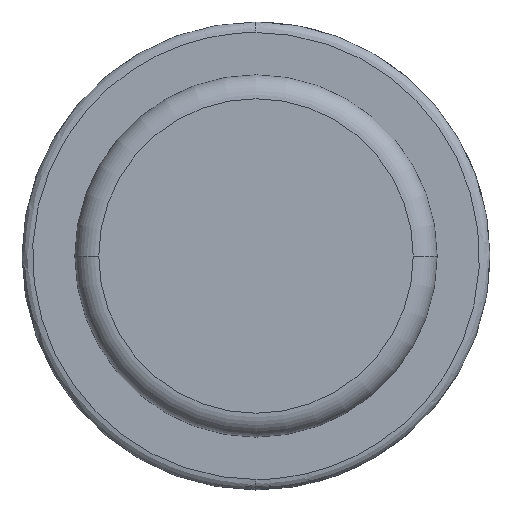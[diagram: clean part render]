
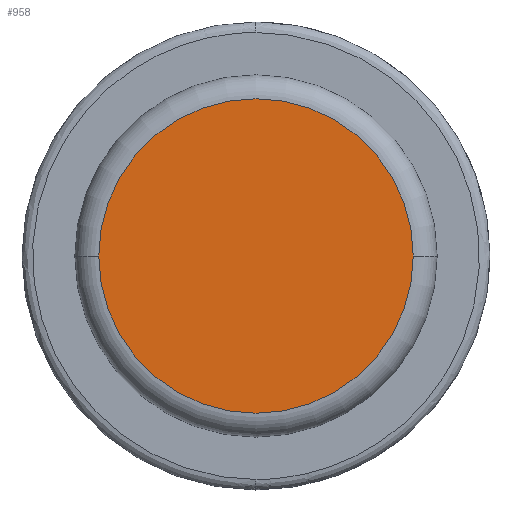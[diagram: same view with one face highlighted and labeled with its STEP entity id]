
A CAD part, front view. The second image highlights one B-rep face of the part: STEP entity #958.
In plain terms, the highlighted planar face has unit normal (0, -1, 0).
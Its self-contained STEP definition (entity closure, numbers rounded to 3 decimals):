
#28 = AXIS2_PLACEMENT_3D ( 'NONE', #730, #728, #727 ) ;
#43 = PLANE ( 'NONE',  #1362 ) ;
#44 = CARTESIAN_POINT ( 'NONE',  ( 10.416, 0., 0. ) ) ;
#159 = CIRCLE ( 'NONE', #28, 10.416 ) ;
#192 = FACE_OUTER_BOUND ( 'NONE', #1309, .T. ) ;
#236 = VERTEX_POINT ( 'NONE', #1231 ) ;
#275 = VERTEX_POINT ( 'NONE', #1226 ) ;
#334 = ORIENTED_EDGE ( 'NONE', *, *, #492, .F. ) ;
#421 = EDGE_CURVE ( 'NONE', #275, #236, #477, .T. ) ;
#477 = CIRCLE ( 'NONE', #1140, 10.416 ) ;
#492 = EDGE_CURVE ( 'NONE', #236, #275, #159, .T. ) ;
#552 = DIRECTION ( 'NONE',  ( -1., 0., 0. ) ) ;
#727 = DIRECTION ( 'NONE',  ( 1., 0., 0. ) ) ;
#728 = DIRECTION ( 'NONE',  ( 0., 1., 0. ) ) ;
#730 = CARTESIAN_POINT ( 'NONE',  ( 0., 0., 0. ) ) ;
#810 = DIRECTION ( 'NONE',  ( 1., 0., 0. ) ) ;
#813 = DIRECTION ( 'NONE',  ( 0., 1., 0. ) ) ;
#815 = CARTESIAN_POINT ( 'NONE',  ( 0., 0., 0. ) ) ;
#958 = ADVANCED_FACE ( 'NONE', ( #192 ), #43, .F. ) ;
#1003 = DIRECTION ( 'NONE',  ( 0., 1., 0. ) ) ;
#1086 = ORIENTED_EDGE ( 'NONE', *, *, #421, .F. ) ;
#1140 = AXIS2_PLACEMENT_3D ( 'NONE', #815, #813, #810 ) ;
#1226 = CARTESIAN_POINT ( 'NONE',  ( -10.416, 0., 0. ) ) ;
#1231 = CARTESIAN_POINT ( 'NONE',  ( 10.416, 0., 0. ) ) ;
#1309 = EDGE_LOOP ( 'NONE', ( #334, #1086 ) ) ;
#1362 = AXIS2_PLACEMENT_3D ( 'NONE', #44, #1003, #552 ) ;
